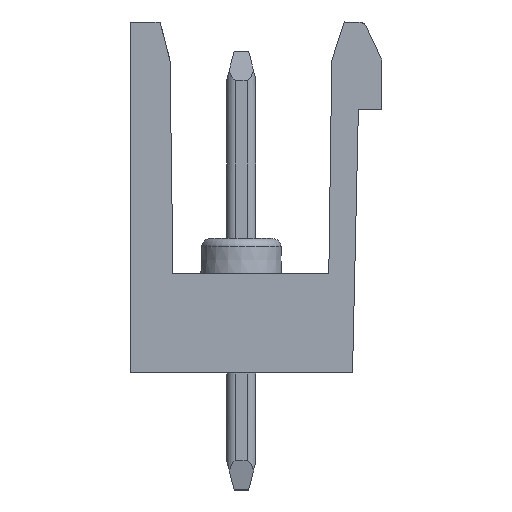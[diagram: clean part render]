
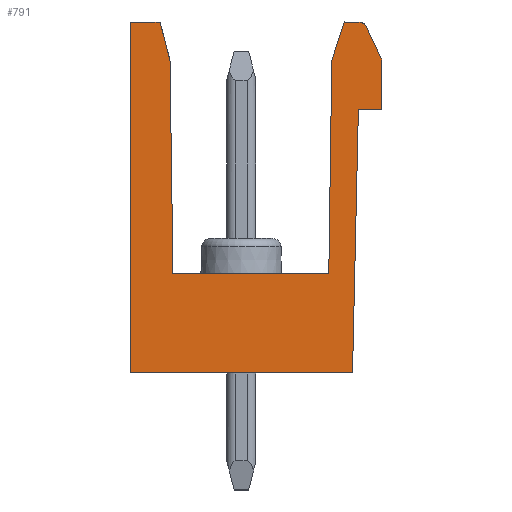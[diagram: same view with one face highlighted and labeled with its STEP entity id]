
A CAD part, left-side view. The second image highlights one B-rep face of the part: STEP entity #791.
In plain terms, the highlighted planar face has unit normal (-1, 0, 0).
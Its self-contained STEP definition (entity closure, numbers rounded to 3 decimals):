
#791=ADVANCED_FACE('',(#1820),#1384,.F.);
#1384=PLANE('',#11372);
#1820=FACE_OUTER_BOUND('',#2417,.T.);
#2417=EDGE_LOOP('',(#3725,#3726,#3727,#3728,#3729,#3730,#3731,#3732,#3733,
#3734,#3735,#3736,#3737,#3738,#3739,#3740));
#3065=CIRCLE('',#11371,0.3);
#3725=ORIENTED_EDGE('',*,*,#7891,.F.);
#3726=ORIENTED_EDGE('',*,*,#7892,.T.);
#3727=ORIENTED_EDGE('',*,*,#7496,.T.);
#3728=ORIENTED_EDGE('',*,*,#7765,.F.);
#3729=ORIENTED_EDGE('',*,*,#7893,.F.);
#3730=ORIENTED_EDGE('',*,*,#7869,.F.);
#3731=ORIENTED_EDGE('',*,*,#7866,.F.);
#3732=ORIENTED_EDGE('',*,*,#7863,.F.);
#3733=ORIENTED_EDGE('',*,*,#7890,.F.);
#3734=ORIENTED_EDGE('',*,*,#7894,.F.);
#3735=ORIENTED_EDGE('',*,*,#7895,.T.);
#3736=ORIENTED_EDGE('',*,*,#7896,.F.);
#3737=ORIENTED_EDGE('',*,*,#7897,.F.);
#3738=ORIENTED_EDGE('',*,*,#7791,.F.);
#3739=ORIENTED_EDGE('',*,*,#7790,.F.);
#3740=ORIENTED_EDGE('',*,*,#7789,.F.);
#6431=VERTEX_POINT('',#15598);
#6432=VERTEX_POINT('',#15600);
#6646=VERTEX_POINT('',#16307);
#6658=VERTEX_POINT('',#16345);
#6659=VERTEX_POINT('',#16347);
#6660=VERTEX_POINT('',#16349);
#6661=VERTEX_POINT('',#16351);
#6705=VERTEX_POINT('',#16459);
#6714=VERTEX_POINT('',#16488);
#6715=VERTEX_POINT('',#16492);
#6718=VERTEX_POINT('',#16499);
#6731=VERTEX_POINT('',#16542);
#6732=VERTEX_POINT('',#16546);
#6733=VERTEX_POINT('',#16550);
#6734=VERTEX_POINT('',#16552);
#6735=VERTEX_POINT('',#16554);
#7496=EDGE_CURVE('',#6432,#6431,#9100,.T.);
#7765=EDGE_CURVE('',#6646,#6431,#9257,.T.);
#7789=EDGE_CURVE('',#6658,#6659,#9264,.T.);
#7790=EDGE_CURVE('',#6659,#6660,#9265,.T.);
#7791=EDGE_CURVE('',#6660,#6661,#9266,.T.);
#7863=EDGE_CURVE('',#6714,#6705,#9301,.T.);
#7866=EDGE_CURVE('',#6705,#6715,#9304,.T.);
#7869=EDGE_CURVE('',#6715,#6718,#9307,.T.);
#7890=EDGE_CURVE('',#6731,#6714,#9325,.T.);
#7891=EDGE_CURVE('',#6732,#6658,#9326,.T.);
#7892=EDGE_CURVE('',#6732,#6432,#9327,.T.);
#7893=EDGE_CURVE('',#6718,#6646,#9328,.T.);
#7894=EDGE_CURVE('',#6733,#6731,#3065,.T.);
#7895=EDGE_CURVE('',#6733,#6734,#9329,.T.);
#7896=EDGE_CURVE('',#6735,#6734,#9330,.T.);
#7897=EDGE_CURVE('',#6661,#6735,#9331,.T.);
#9100=LINE('',#15599,#10131);
#9257=LINE('',#16308,#10288);
#9264=LINE('',#16346,#10295);
#9265=LINE('',#16348,#10296);
#9266=LINE('',#16350,#10297);
#9301=LINE('',#16489,#10332);
#9304=LINE('',#16495,#10335);
#9307=LINE('',#16501,#10338);
#9325=LINE('',#16543,#10356);
#9326=LINE('',#16545,#10357);
#9327=LINE('',#16547,#10358);
#9328=LINE('',#16548,#10359);
#9329=LINE('',#16551,#10360);
#9330=LINE('',#16553,#10361);
#9331=LINE('',#16555,#10362);
#10131=VECTOR('',#12298,1.);
#10288=VECTOR('',#12709,1.);
#10295=VECTOR('',#12754,1.);
#10296=VECTOR('',#12755,1.);
#10297=VECTOR('',#12756,1.);
#10332=VECTOR('',#12891,1.);
#10335=VECTOR('',#12896,1.);
#10338=VECTOR('',#12901,1.);
#10356=VECTOR('',#12941,1.);
#10357=VECTOR('',#12944,1.);
#10358=VECTOR('',#12945,1.);
#10359=VECTOR('',#12946,1.);
#10360=VECTOR('',#12949,1.);
#10361=VECTOR('',#12950,1.);
#10362=VECTOR('',#12951,1.);
#11371=AXIS2_PLACEMENT_3D('',#16549,#12947,#12948);
#11372=AXIS2_PLACEMENT_3D('',#16556,#12952,#12953);
#12298=DIRECTION('',(0.,1.,0.));
#12709=DIRECTION('',(0.,0.,1.));
#12754=DIRECTION('',(0.,-1.,0.));
#12755=DIRECTION('',(0.,-1.,0.));
#12756=DIRECTION('',(0.,-1.,0.));
#12891=DIRECTION('',(0.,0.,-1.));
#12896=DIRECTION('',(0.,1.,0.));
#12901=DIRECTION('',(0.,0.022,-1.));
#12941=DIRECTION('',(0.,-0.419,-0.908));
#12944=DIRECTION('',(0.,-0.014,-1.));
#12945=DIRECTION('',(0.,0.25,0.968));
#12946=DIRECTION('',(0.,1.,0.));
#12947=DIRECTION('',(1.,0.,0.));
#12948=DIRECTION('',(0.,0.,1.));
#12949=DIRECTION('',(0.,1.,0.));
#12950=DIRECTION('',(0.,-0.306,0.952));
#12951=DIRECTION('',(0.,-0.014,1.));
#12952=DIRECTION('',(1.,0.,0.));
#12953=DIRECTION('',(0.,-1.,0.));
#15598=CARTESIAN_POINT('',(0.,8.6,0.));
#15599=CARTESIAN_POINT('',(0.,6.85,0.));
#15600=CARTESIAN_POINT('',(0.,7.577,0.));
#16307=CARTESIAN_POINT('',(0.,8.6,-12.));
#16308=CARTESIAN_POINT('',(0.,8.6,-12.));
#16345=CARTESIAN_POINT('',(0.,7.139,-8.6));
#16346=CARTESIAN_POINT('',(0.,4.3,-8.6));
#16347=CARTESIAN_POINT('',(0.,5.3,-8.6));
#16348=CARTESIAN_POINT('',(0.,5.3,-8.6));
#16349=CARTESIAN_POINT('',(0.,4.3,-8.6));
#16350=CARTESIAN_POINT('',(0.,4.3,-8.6));
#16351=CARTESIAN_POINT('',(0.,1.811,-8.6));
#16459=CARTESIAN_POINT('',(0.,0.,-3.));
#16488=CARTESIAN_POINT('',(0.,0.,-1.3));
#16489=CARTESIAN_POINT('',(0.,0.,-1.3));
#16492=CARTESIAN_POINT('',(0.,0.8,-3.));
#16495=CARTESIAN_POINT('',(0.,0.,-3.));
#16499=CARTESIAN_POINT('',(0.,1.,-12.));
#16501=CARTESIAN_POINT('',(0.,0.8,-3.));
#16542=CARTESIAN_POINT('',(0.,0.52,-0.174));
#16543=CARTESIAN_POINT('',(0.,0.52,-0.174));
#16545=CARTESIAN_POINT('',(0.,7.172,-6.2));
#16546=CARTESIAN_POINT('',(0.,7.241,-1.3));
#16547=CARTESIAN_POINT('',(0.,5.916,-6.418));
#16548=CARTESIAN_POINT('',(0.,1.,-12.));
#16549=CARTESIAN_POINT('',(0.,0.792,-0.3));
#16550=CARTESIAN_POINT('',(0.,0.792,0.));
#16551=CARTESIAN_POINT('',(0.,0.792,0.));
#16552=CARTESIAN_POINT('',(0.,1.291,0.));
#16553=CARTESIAN_POINT('',(0.,1.709,-1.3));
#16554=CARTESIAN_POINT('',(0.,1.709,-1.3));
#16555=CARTESIAN_POINT('',(0.,1.846,-11.1));
#16556=CARTESIAN_POINT('',(0.,4.3,-6.));
